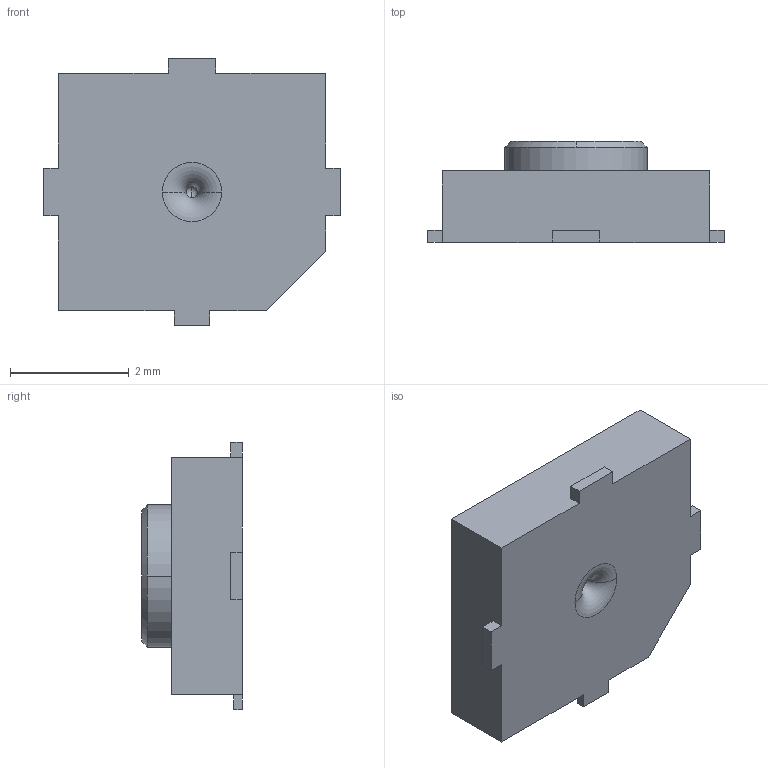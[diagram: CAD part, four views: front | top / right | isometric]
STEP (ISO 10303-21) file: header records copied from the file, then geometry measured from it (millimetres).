
FILE_DESCRIPTION(('CoCreate Modeling STEP Export'),'2;1');
FILE_NAME('H.FL-R-SMT.stp','2013-04-19T 8:45:32',(''),(''),'CoCreate Modeling STEP processor for AP214 (Solid Model)','CoCreate Modeling 17.0 01-Apr-2010 (C) Parametric Technology GmbH','');
FILE_SCHEMA(('AUTOMOTIVE_DESIGN { 1 0 10303 214 1 1 1 1 }'));
Length unit declared in the file: millimetre
Products named in the file (1): H.FL-R-SMT
Bounding box: 5 x 1.7 x 4.5 mm (x, y, z)
Volume: 15.9 mm3; surface area: 85.4 mm2
Topology: 1 solids, 1 shells, 71 faces, 192 edges, 123 vertices
Faces by surface type: plane 42, cylinder 15, cone 8, sphere 4, torus 2
Entity records: 2303 total; most frequent: ORIENTED_EDGE 376, CARTESIAN_POINT 337, DIRECTION 309, EDGE_CURVE 188, VERTEX_POINT 123, VECTOR 119, LINE 119, AXIS2_PLACEMENT_3D 95
